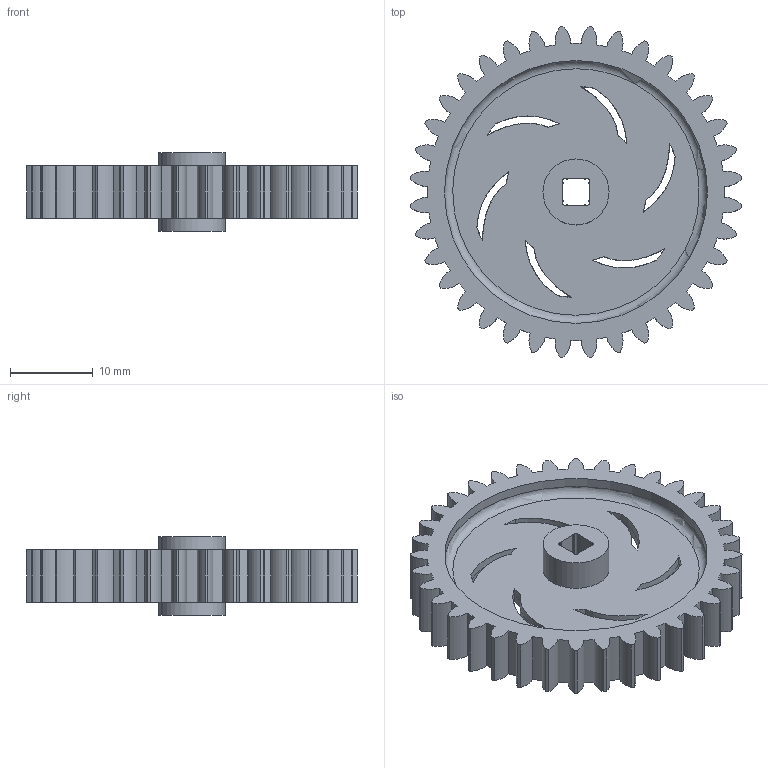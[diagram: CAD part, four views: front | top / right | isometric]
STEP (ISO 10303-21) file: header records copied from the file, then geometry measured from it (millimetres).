
FILE_DESCRIPTION(/* description */ (''),/* implementation_level */ '2;1');
FILE_NAME(/* name */ '36-Tooth Gear with holes for wheel_MIR2_MIR.ipt.step',/* time_stamp */ '2020-04-16T22:54:50-04:00',/* author */ ('Jordan'),/* organization */ (''),/* preprocessor_version */ 'ST-DEVELOPER v17',/* originating_system */ 'Autodesk Inventor 2019',/* authorisation */ '');
FILE_SCHEMA (('AUTOMOTIVE_DESIGN { 1 0 10303 214 3 1 1 }'));
Length unit declared in the file: inch
Products named in the file (1): 36-Tooth Gear with holes for wheel_MIR2_MIR
Bounding box: 40.08 x 40.08 x 9.53 mm (x, y, z)
Volume: 3929.8 mm3; surface area: 4475.7 mm2
Topology: 1 solids, 1 shells, 276 faces, 795 edges, 525 vertices
Faces by surface type: cylinder 168, plane 58, cone 24, bspline 24, torus 2
Full cylindrical faces by diameter (mm): 8 x2, 31.843 x2
Entity records: 11441 total; most frequent: CARTESIAN_POINT 3625, DIRECTION 1646, ORIENTED_EDGE 1590, EDGE_CURVE 795, AXIS2_PLACEMENT_3D 649, VERTEX_POINT 525, CIRCLE 384, LINE 348
